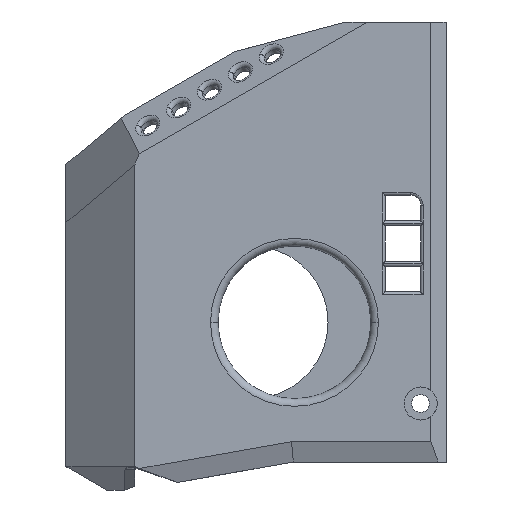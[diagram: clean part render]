
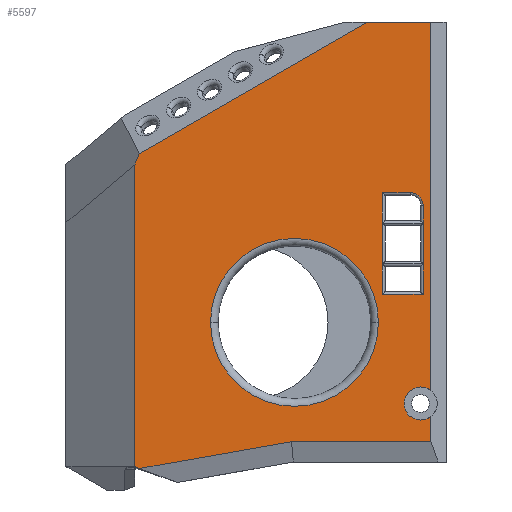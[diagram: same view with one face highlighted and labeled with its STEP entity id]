
A CAD part, left-side view. The second image highlights one B-rep face of the part: STEP entity #5597.
In plain terms, the highlighted planar face has unit normal (-1, 0, 0).
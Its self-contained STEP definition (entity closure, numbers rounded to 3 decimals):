
#58=CARTESIAN_POINT('Control Point',(-32.5,61.223,23.879)) ;
#59=CARTESIAN_POINT('Control Point',(-32.5,60.283,26.106)) ;
#60=CARTESIAN_POINT('Vertex',(-32.5,61.223,23.879)) ;
#62=CARTESIAN_POINT('Vertex',(-32.5,60.283,26.106)) ;
#115=CARTESIAN_POINT('Vertex',(-32.5,15.433,52.)) ;
#118=CARTESIAN_POINT('Line Origine',(-32.5,9.217,52.)) ;
#122=CARTESIAN_POINT('Vertex',(-32.5,3.,52.)) ;
#185=CARTESIAN_POINT('Vertex',(-32.5,3.,-20.438)) ;
#188=CARTESIAN_POINT('Axis2P3D Location',(-32.5,5.,-23.)) ;
#192=CARTESIAN_POINT('Vertex',(-32.5,8.25,-23.)) ;
#229=CARTESIAN_POINT('Vertex',(-32.5,3.,-25.562)) ;
#237=CARTESIAN_POINT('Axis2P3D Location',(-32.5,5.,-23.)) ;
#261=CARTESIAN_POINT('Vertex',(-32.5,13.3,-7.05)) ;
#264=CARTESIAN_POINT('Axis2P3D Location',(-32.5,29.8,-7.05)) ;
#268=CARTESIAN_POINT('Vertex',(-32.5,46.3,-7.05)) ;
#295=CARTESIAN_POINT('Axis2P3D Location',(-32.5,29.8,-7.05)) ;
#3287=CARTESIAN_POINT('Line Origine',(-32.5,3.,6.)) ;
#3292=CARTESIAN_POINT('Line Origine',(-32.5,3.,6.)) ;
#3296=CARTESIAN_POINT('Vertex',(-32.5,3.,-30.5)) ;
#3348=CARTESIAN_POINT('Line Origine',(-32.5,32.111,-30.5)) ;
#3352=CARTESIAN_POINT('Vertex',(-32.5,30.381,-30.5)) ;
#3408=CARTESIAN_POINT('Vertex',(-32.5,61.223,-35.381)) ;
#3411=CARTESIAN_POINT('Line Origine',(-32.5,61.223,-5.751)) ;
#3637=CARTESIAN_POINT('Line Origine',(-32.5,32.111,-30.805)) ;
#3641=CARTESIAN_POINT('Vertex',(-32.5,60.174,-35.753)) ;
#3955=CARTESIAN_POINT('Control Point',(-32.5,61.223,-35.381)) ;
#3956=CARTESIAN_POINT('Control Point',(-32.5,60.174,-35.753)) ;
#5157=CARTESIAN_POINT('Vertex',(-32.5,4.5,15.95)) ;
#5160=CARTESIAN_POINT('Axis2P3D Location',(-32.5,7.,15.95)) ;
#5164=CARTESIAN_POINT('Vertex',(-32.5,7.,18.45)) ;
#5191=CARTESIAN_POINT('Vertex',(-32.5,12.5,12.45)) ;
#5201=CARTESIAN_POINT('Vertex',(-32.5,12.5,18.45)) ;
#5204=CARTESIAN_POINT('Line Origine',(-32.5,12.5,8.123)) ;
#5221=CARTESIAN_POINT('Line Origine',(-32.5,32.111,18.45)) ;
#5238=CARTESIAN_POINT('Line Origine',(-32.5,4.5,8.123)) ;
#5242=CARTESIAN_POINT('Vertex',(-32.5,4.5,12.45)) ;
#5388=CARTESIAN_POINT('Vertex',(-32.5,4.5,4.45)) ;
#5391=CARTESIAN_POINT('Line Origine',(-32.5,4.5,8.123)) ;
#5435=CARTESIAN_POINT('Vertex',(-32.5,12.5,4.45)) ;
#5438=CARTESIAN_POINT('Line Origine',(-32.5,12.5,8.123)) ;
#5540=CARTESIAN_POINT('Axis2P3D Location',(-32.5,61.223,50.)) ;
#5545=CARTESIAN_POINT('Line Origine',(-32.5,37.858,39.053)) ;
#5563=CARTESIAN_POINT('Line Origine',(-32.5,4.5,1.45)) ;
#5567=CARTESIAN_POINT('Vertex',(-32.5,4.5,-1.55)) ;
#5570=CARTESIAN_POINT('Line Origine',(-32.5,8.5,-1.55)) ;
#5574=CARTESIAN_POINT('Vertex',(-32.5,12.5,-1.55)) ;
#5577=CARTESIAN_POINT('Line Origine',(-32.5,12.5,1.45)) ;
#119=DIRECTION('Vector Direction',(0.,-1.,0.)) ;
#189=DIRECTION('Axis2P3D Direction',(1.,0.,-0.)) ;
#238=DIRECTION('Axis2P3D Direction',(1.,0.,-0.)) ;
#265=DIRECTION('Axis2P3D Direction',(1.,-0.,0.)) ;
#296=DIRECTION('Axis2P3D Direction',(1.,0.,-0.)) ;
#3288=DIRECTION('Vector Direction',(0.,0.,-1.)) ;
#3293=DIRECTION('Vector Direction',(0.,0.,-1.)) ;
#3349=DIRECTION('Vector Direction',(0.,-1.,0.)) ;
#3412=DIRECTION('Vector Direction',(0.,0.,-1.)) ;
#3638=DIRECTION('Vector Direction',(0.,-0.985,0.174)) ;
#5161=DIRECTION('Axis2P3D Direction',(1.,0.,0.)) ;
#5205=DIRECTION('Vector Direction',(0.,0.,-1.)) ;
#5222=DIRECTION('Vector Direction',(0.,-1.,0.)) ;
#5239=DIRECTION('Vector Direction',(0.,0.,1.)) ;
#5392=DIRECTION('Vector Direction',(0.,0.,1.)) ;
#5439=DIRECTION('Vector Direction',(0.,0.,-1.)) ;
#5541=DIRECTION('Axis2P3D Direction',(1.,0.,0.)) ;
#5542=DIRECTION('Axis2P3D XDirection',(0.,-1.,0.)) ;
#5546=DIRECTION('Vector Direction',(0.,-0.866,0.5)) ;
#5564=DIRECTION('Vector Direction',(0.,0.,1.)) ;
#5571=DIRECTION('Vector Direction',(0.,1.,0.)) ;
#5578=DIRECTION('Vector Direction',(0.,0.,-1.)) ;
#190=AXIS2_PLACEMENT_3D('Circle Axis2P3D',#188,#189,$) ;
#239=AXIS2_PLACEMENT_3D('Circle Axis2P3D',#237,#238,$) ;
#266=AXIS2_PLACEMENT_3D('Circle Axis2P3D',#264,#265,$) ;
#297=AXIS2_PLACEMENT_3D('Circle Axis2P3D',#295,#296,$) ;
#5162=AXIS2_PLACEMENT_3D('Circle Axis2P3D',#5160,#5161,$) ;
#5543=AXIS2_PLACEMENT_3D('Plane Axis2P3D',#5540,#5541,#5542) ;
#5551=ORIENTED_EDGE('',*,*,#3957,.F.) ;
#5552=ORIENTED_EDGE('',*,*,#3643,.T.) ;
#5553=ORIENTED_EDGE('',*,*,#3354,.T.) ;
#5554=ORIENTED_EDGE('',*,*,#3298,.F.) ;
#5555=ORIENTED_EDGE('',*,*,#241,.T.) ;
#5556=ORIENTED_EDGE('',*,*,#194,.T.) ;
#5557=ORIENTED_EDGE('',*,*,#3291,.F.) ;
#5558=ORIENTED_EDGE('',*,*,#124,.F.) ;
#5559=ORIENTED_EDGE('',*,*,#5549,.F.) ;
#5560=ORIENTED_EDGE('',*,*,#64,.F.) ;
#5561=ORIENTED_EDGE('',*,*,#3415,.T.) ;
#5583=ORIENTED_EDGE('',*,*,#5569,.T.) ;
#5584=ORIENTED_EDGE('',*,*,#5576,.T.) ;
#5585=ORIENTED_EDGE('',*,*,#5581,.T.) ;
#5586=ORIENTED_EDGE('',*,*,#5442,.F.) ;
#5587=ORIENTED_EDGE('',*,*,#5208,.F.) ;
#5588=ORIENTED_EDGE('',*,*,#5225,.F.) ;
#5589=ORIENTED_EDGE('',*,*,#5166,.F.) ;
#5590=ORIENTED_EDGE('',*,*,#5244,.F.) ;
#5591=ORIENTED_EDGE('',*,*,#5395,.F.) ;
#5594=ORIENTED_EDGE('',*,*,#299,.F.) ;
#5595=ORIENTED_EDGE('',*,*,#270,.F.) ;
#5592=FACE_BOUND('',#5582,.T.) ;
#5596=FACE_BOUND('',#5593,.T.) ;
#120=VECTOR('Line Direction',#119,1.) ;
#3289=VECTOR('Line Direction',#3288,1.) ;
#3294=VECTOR('Line Direction',#3293,1.) ;
#3350=VECTOR('Line Direction',#3349,1.) ;
#3413=VECTOR('Line Direction',#3412,1.) ;
#3639=VECTOR('Line Direction',#3638,1.) ;
#5206=VECTOR('Line Direction',#5205,1.) ;
#5223=VECTOR('Line Direction',#5222,1.) ;
#5240=VECTOR('Line Direction',#5239,1.) ;
#5393=VECTOR('Line Direction',#5392,1.) ;
#5440=VECTOR('Line Direction',#5439,1.) ;
#5547=VECTOR('Line Direction',#5546,1.) ;
#5565=VECTOR('Line Direction',#5564,1.) ;
#5572=VECTOR('Line Direction',#5571,1.) ;
#5579=VECTOR('Line Direction',#5578,1.) ;
#5597=ADVANCED_FACE('Corps principal',(#5562,#5592,#5596),#5544,.F.) ;
#57=B_SPLINE_CURVE_WITH_KNOTS('',1,(#58,#59),.UNSPECIFIED.,.F.,.U.,(2,2),(-1.209,1.209),.UNSPECIFIED.) ;
#3954=B_SPLINE_CURVE_WITH_KNOTS('',1,(#3955,#3956),.UNSPECIFIED.,.F.,.U.,(2,2),(-0.833,0.28),.UNSPECIFIED.) ;
#191=CIRCLE('generated circle',#190,3.25) ;
#240=CIRCLE('generated circle',#239,3.25) ;
#267=CIRCLE('generated circle',#266,16.5) ;
#298=CIRCLE('generated circle',#297,16.5) ;
#5163=CIRCLE('generated circle',#5162,2.5) ;
#64=EDGE_CURVE('',#61,#63,#57,.T.) ;
#124=EDGE_CURVE('',#116,#123,#121,.T.) ;
#194=EDGE_CURVE('',#193,#186,#191,.T.) ;
#241=EDGE_CURVE('',#230,#193,#240,.T.) ;
#270=EDGE_CURVE('',#262,#269,#267,.F.) ;
#299=EDGE_CURVE('',#269,#262,#298,.F.) ;
#3291=EDGE_CURVE('',#123,#186,#3290,.T.) ;
#3298=EDGE_CURVE('',#230,#3297,#3295,.T.) ;
#3354=EDGE_CURVE('',#3353,#3297,#3351,.T.) ;
#3415=EDGE_CURVE('',#61,#3409,#3414,.T.) ;
#3643=EDGE_CURVE('',#3642,#3353,#3640,.T.) ;
#3957=EDGE_CURVE('',#3642,#3409,#3954,.F.) ;
#5166=EDGE_CURVE('',#5158,#5165,#5163,.F.) ;
#5208=EDGE_CURVE('',#5202,#5192,#5207,.T.) ;
#5225=EDGE_CURVE('',#5165,#5202,#5224,.F.) ;
#5244=EDGE_CURVE('',#5243,#5158,#5241,.T.) ;
#5395=EDGE_CURVE('',#5389,#5243,#5394,.T.) ;
#5442=EDGE_CURVE('',#5192,#5436,#5441,.T.) ;
#5549=EDGE_CURVE('',#63,#116,#5548,.T.) ;
#5569=EDGE_CURVE('',#5389,#5568,#5566,.F.) ;
#5576=EDGE_CURVE('',#5568,#5575,#5573,.T.) ;
#5581=EDGE_CURVE('',#5575,#5436,#5580,.F.) ;
#5550=EDGE_LOOP('',(#5551,#5552,#5553,#5554,#5555,#5556,#5557,#5558,#5559,#5560,#5561)) ;
#5582=EDGE_LOOP('',(#5583,#5584,#5585,#5586,#5587,#5588,#5589,#5590,#5591)) ;
#5593=EDGE_LOOP('',(#5594,#5595)) ;
#5562=FACE_OUTER_BOUND('',#5550,.T.) ;
#121=LINE('Line',#118,#120) ;
#3290=LINE('Line',#3287,#3289) ;
#3295=LINE('Line',#3292,#3294) ;
#3351=LINE('Line',#3348,#3350) ;
#3414=LINE('Line',#3411,#3413) ;
#3640=LINE('Line',#3637,#3639) ;
#5207=LINE('Line',#5204,#5206) ;
#5224=LINE('Line',#5221,#5223) ;
#5241=LINE('Line',#5238,#5240) ;
#5394=LINE('Line',#5391,#5393) ;
#5441=LINE('Line',#5438,#5440) ;
#5548=LINE('Line',#5545,#5547) ;
#5566=LINE('Line',#5563,#5565) ;
#5573=LINE('Line',#5570,#5572) ;
#5580=LINE('Line',#5577,#5579) ;
#5544=PLANE('',#5543) ;
#61=VERTEX_POINT('',#60) ;
#63=VERTEX_POINT('',#62) ;
#116=VERTEX_POINT('',#115) ;
#123=VERTEX_POINT('',#122) ;
#186=VERTEX_POINT('',#185) ;
#193=VERTEX_POINT('',#192) ;
#230=VERTEX_POINT('',#229) ;
#262=VERTEX_POINT('',#261) ;
#269=VERTEX_POINT('',#268) ;
#3297=VERTEX_POINT('',#3296) ;
#3353=VERTEX_POINT('',#3352) ;
#3409=VERTEX_POINT('',#3408) ;
#3642=VERTEX_POINT('',#3641) ;
#5158=VERTEX_POINT('',#5157) ;
#5165=VERTEX_POINT('',#5164) ;
#5192=VERTEX_POINT('',#5191) ;
#5202=VERTEX_POINT('',#5201) ;
#5243=VERTEX_POINT('',#5242) ;
#5389=VERTEX_POINT('',#5388) ;
#5436=VERTEX_POINT('',#5435) ;
#5568=VERTEX_POINT('',#5567) ;
#5575=VERTEX_POINT('',#5574) ;
